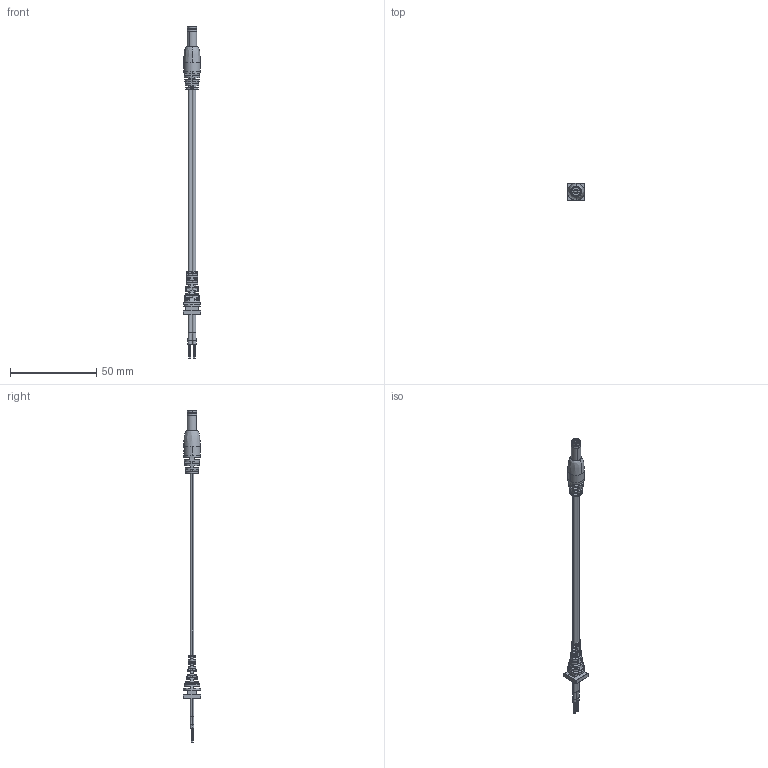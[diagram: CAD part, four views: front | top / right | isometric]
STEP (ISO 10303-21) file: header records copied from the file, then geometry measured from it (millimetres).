
FILE_DESCRIPTION (( 'STEP AP203' ), '1' );
FILE_NAME ('10-02954_revA.STEP', '2018-03-28T23:11:42', ( '' ), ( '' ), 'SwSTEP 2.0', 'SolidWorks 2015', '' );
FILE_SCHEMA (( 'CONFIG_CONTROL_DESIGN' ));
Length unit declared in the file: millimetre
Products named in the file (8): 24-00003; 30-00007_s+t; 50-00024; 50-00024 insulator; 50-00024 shell; 10-02954_revA; 50-00024 contact; 24-00251
Assembly tree (7 placements, depth 3):
  10-02954_revA
    24-00003
    50-00024
      50-00024 contact
      50-00024 insulator
      50-00024 shell
    30-00007_s+t
    24-00251
Bounding box: 10 x 10 x 192.68 mm (x, y, z)
Volume: 3685.6 mm3; surface area: 18760.1 mm2
Topology: 182 solids, 182 shells, 1365 faces, 2833 edges, 1839 vertices
Faces by surface type: cylinder 599, plane 517, bspline 191, cone 26, torus 24, sphere 8
Entity records: 46923 total; most frequent: CARTESIAN_POINT 17443, DIRECTION 6005, ORIENTED_EDGE 5650, EDGE_CURVE 2825, AXIS2_PLACEMENT_3D 2550, VERTEX_POINT 1839, EDGE_LOOP 1550, FACE_OUTER_BOUND 1365
